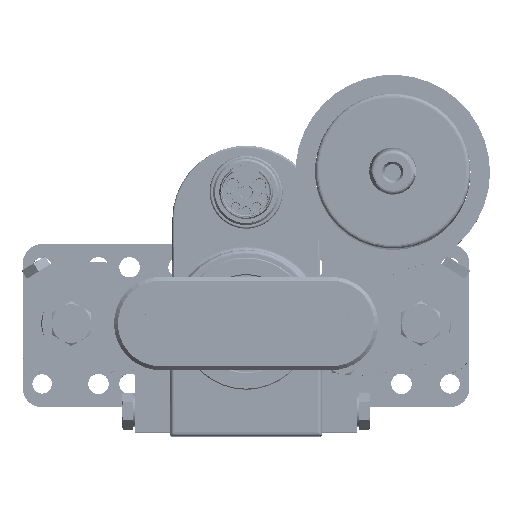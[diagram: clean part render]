
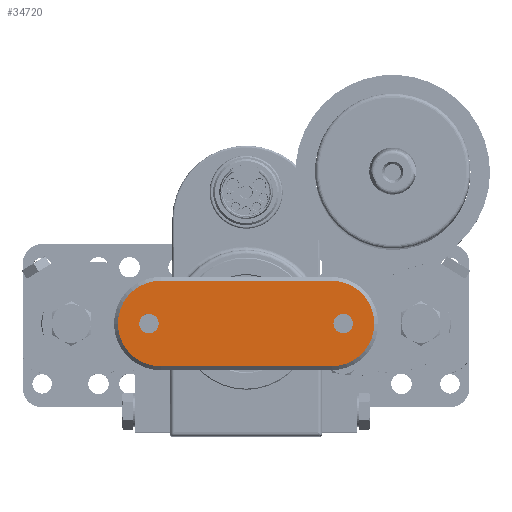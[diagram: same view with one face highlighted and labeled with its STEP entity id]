
A CAD part, top view. The second image highlights one B-rep face of the part: STEP entity #34720.
In plain terms, the highlighted planar face has unit normal (0, 0, 1).
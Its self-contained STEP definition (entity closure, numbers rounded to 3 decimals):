
#928 = EDGE_CURVE ( 'NONE', #21998, #33213, #15250, .T. ) ;
#2481 = EDGE_CURVE ( 'NONE', #41669, #28464, #6365, .T. ) ;
#2756 = CARTESIAN_POINT ( 'NONE',  ( -25., 0., 9. ) ) ;
#2802 = CARTESIAN_POINT ( 'NONE',  ( 22., 0., 9. ) ) ;
#3073 = AXIS2_PLACEMENT_3D ( 'NONE', #12629, #37249, #19422 ) ;
#3222 = VERTEX_POINT ( 'NONE', #17502 ) ;
#3311 = DIRECTION ( 'NONE',  ( 0., 0., 1. ) ) ;
#4627 = AXIS2_PLACEMENT_3D ( 'NONE', #41889, #10523, #38404 ) ;
#5928 = CARTESIAN_POINT ( 'NONE',  ( 22., 11., 9. ) ) ;
#6323 = DIRECTION ( 'NONE',  ( 0., 0., 1. ) ) ;
#6365 = CIRCLE ( 'NONE', #27287, 11. ) ;
#7100 = ORIENTED_EDGE ( 'NONE', *, *, #40684, .T. ) ;
#7399 = EDGE_LOOP ( 'NONE', ( #31151 ) ) ;
#7624 = EDGE_LOOP ( 'NONE', ( #7100 ) ) ;
#8160 = CIRCLE ( 'NONE', #32866, 11. ) ;
#8896 = PLANE ( 'NONE',  #43958 ) ;
#9076 = CARTESIAN_POINT ( 'NONE',  ( 22., 0., 9. ) ) ;
#9296 = CIRCLE ( 'NONE', #35493, 2.5 ) ;
#9444 = ORIENTED_EDGE ( 'NONE', *, *, #38818, .T. ) ;
#9712 = EDGE_CURVE ( 'NONE', #33213, #37754, #39722, .T. ) ;
#9831 = CARTESIAN_POINT ( 'NONE',  ( -22., -11., 9. ) ) ;
#10523 = DIRECTION ( 'NONE',  ( 0., 0., -1. ) ) ;
#11049 = DIRECTION ( 'NONE',  ( -1., 0., 0. ) ) ;
#11065 = VECTOR ( 'NONE', #11049, 1000. ) ;
#11144 = EDGE_CURVE ( 'NONE', #37754, #15104, #43563, .T. ) ;
#11361 = ORIENTED_EDGE ( 'NONE', *, *, #928, .T. ) ;
#12629 = CARTESIAN_POINT ( 'NONE',  ( -22., 0., 9. ) ) ;
#12641 = DIRECTION ( 'NONE',  ( 1., 0., 0. ) ) ;
#13291 = CARTESIAN_POINT ( 'NONE',  ( 33., 0., 9. ) ) ;
#13485 = VECTOR ( 'NONE', #16101, 1000. ) ;
#13535 = DIRECTION ( 'NONE',  ( -1., 0., 0. ) ) ;
#13819 = DIRECTION ( 'NONE',  ( 1., 0., 0. ) ) ;
#15104 = VERTEX_POINT ( 'NONE', #9831 ) ;
#15250 = LINE ( 'NONE', #32596, #11065 ) ;
#16101 = DIRECTION ( 'NONE',  ( 1., 0., 0. ) ) ;
#17094 = DIRECTION ( 'NONE',  ( 0., 0., 1. ) ) ;
#17203 = ORIENTED_EDGE ( 'NONE', *, *, #11144, .T. ) ;
#17446 = ORIENTED_EDGE ( 'NONE', *, *, #2481, .T. ) ;
#17502 = CARTESIAN_POINT ( 'NONE',  ( 22.5, 0., 9. ) ) ;
#17595 = DIRECTION ( 'NONE',  ( 1., 0., 0. ) ) ;
#19422 = DIRECTION ( 'NONE',  ( 1., 0., 0. ) ) ;
#19909 = FACE_OUTER_BOUND ( 'NONE', #37861, .T. ) ;
#20318 = DIRECTION ( 'NONE',  ( 1., 0., 0. ) ) ;
#20556 = DIRECTION ( 'NONE',  ( 0., 0., 1. ) ) ;
#21092 = CARTESIAN_POINT ( 'NONE',  ( 22., -11., 9. ) ) ;
#21130 = CARTESIAN_POINT ( 'NONE',  ( -22., 0., 9. ) ) ;
#21998 = VERTEX_POINT ( 'NONE', #5928 ) ;
#22411 = EDGE_CURVE ( 'NONE', #35536, #35536, #9296, .T. ) ;
#23685 = FACE_BOUND ( 'NONE', #7399, .T. ) ;
#26201 = CARTESIAN_POINT ( 'NONE',  ( 22., -11., 9. ) ) ;
#26429 = LINE ( 'NONE', #26201, #13485 ) ;
#27287 = AXIS2_PLACEMENT_3D ( 'NONE', #2802, #17094, #13819 ) ;
#28438 = ORIENTED_EDGE ( 'NONE', *, *, #36056, .T. ) ;
#28464 = VERTEX_POINT ( 'NONE', #13291 ) ;
#28500 = CARTESIAN_POINT ( 'NONE',  ( -27.5, 0., 9. ) ) ;
#31151 = ORIENTED_EDGE ( 'NONE', *, *, #22411, .T. ) ;
#31750 = CARTESIAN_POINT ( 'NONE',  ( -33., 0., 9. ) ) ;
#32596 = CARTESIAN_POINT ( 'NONE',  ( -22., 11., 9. ) ) ;
#32866 = AXIS2_PLACEMENT_3D ( 'NONE', #9076, #20556, #20318 ) ;
#33213 = VERTEX_POINT ( 'NONE', #45143 ) ;
#33880 = AXIS2_PLACEMENT_3D ( 'NONE', #21130, #3311, #17595 ) ;
#34201 = CARTESIAN_POINT ( 'NONE',  ( 0., 0., 9. ) ) ;
#34720 = ADVANCED_FACE ( 'NONE', ( #38408, #23685, #19909 ), #8896, .T. ) ;
#35493 = AXIS2_PLACEMENT_3D ( 'NONE', #2756, #45379, #13535 ) ;
#35536 = VERTEX_POINT ( 'NONE', #28500 ) ;
#36056 = EDGE_CURVE ( 'NONE', #28464, #21998, #8160, .T. ) ;
#36344 = ORIENTED_EDGE ( 'NONE', *, *, #9712, .T. ) ;
#37249 = DIRECTION ( 'NONE',  ( 0., 0., 1. ) ) ;
#37754 = VERTEX_POINT ( 'NONE', #31750 ) ;
#37861 = EDGE_LOOP ( 'NONE', ( #36344, #17203, #9444, #17446, #28438, #11361 ) ) ;
#38404 = DIRECTION ( 'NONE',  ( -1., 0., 0. ) ) ;
#38408 = FACE_BOUND ( 'NONE', #7624, .T. ) ;
#38818 = EDGE_CURVE ( 'NONE', #15104, #41669, #26429, .T. ) ;
#39722 = CIRCLE ( 'NONE', #3073, 11. ) ;
#40684 = EDGE_CURVE ( 'NONE', #3222, #3222, #45001, .T. ) ;
#41669 = VERTEX_POINT ( 'NONE', #21092 ) ;
#41889 = CARTESIAN_POINT ( 'NONE',  ( 25., 0., 9. ) ) ;
#43563 = CIRCLE ( 'NONE', #33880, 11. ) ;
#43958 = AXIS2_PLACEMENT_3D ( 'NONE', #34201, #6323, #12641 ) ;
#45001 = CIRCLE ( 'NONE', #4627, 2.5 ) ;
#45143 = CARTESIAN_POINT ( 'NONE',  ( -22., 11., 9. ) ) ;
#45379 = DIRECTION ( 'NONE',  ( 0., 0., -1. ) ) ;
